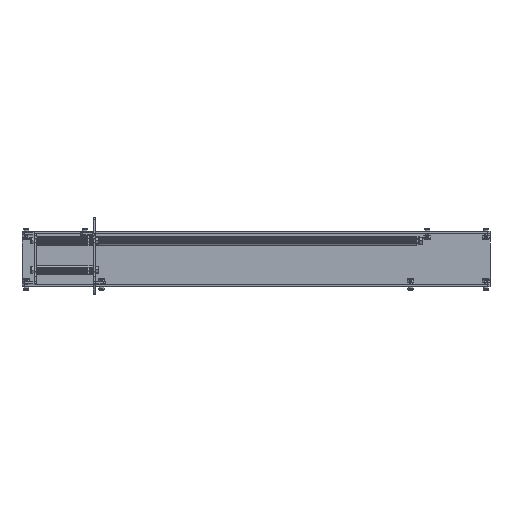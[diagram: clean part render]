
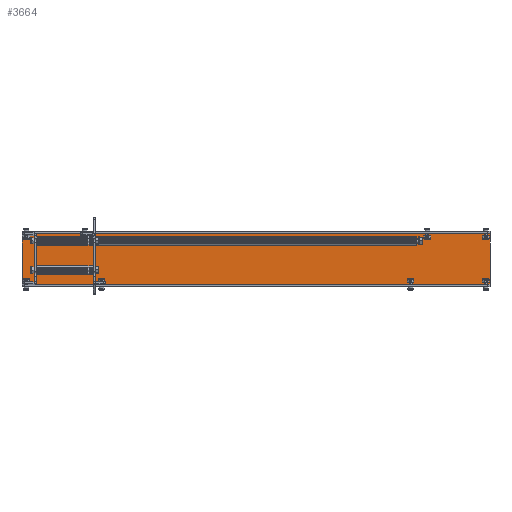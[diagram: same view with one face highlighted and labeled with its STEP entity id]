
A CAD part, top view. The second image highlights one B-rep face of the part: STEP entity #3664.
In plain terms, the highlighted face is planar.
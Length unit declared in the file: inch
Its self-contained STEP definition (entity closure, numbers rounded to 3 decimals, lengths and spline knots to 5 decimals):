
#222 = ORIENTED_EDGE ( 'NONE', *, *, #14956, .F. ) ;
#355 = DIRECTION ( 'NONE',  ( 0., 0., 1. ) ) ;
#490 = CARTESIAN_POINT ( 'NONE',  ( 3., 0.125, -3.08 ) ) ;
#2362 = CARTESIAN_POINT ( 'NONE',  ( 31., 0.125, -3.05 ) ) ;
#3147 = VERTEX_POINT ( 'NONE', #15971 ) ;
#3664 = ADVANCED_FACE ( 'NONE', ( #11810 ), #3847, .F. ) ;
#3847 = PLANE ( 'NONE',  #10984 ) ;
#3987 = DIRECTION ( 'NONE',  ( 0., 0., -1. ) ) ;
#4954 = VECTOR ( 'NONE', #17563, 39.37008 ) ;
#5548 = VECTOR ( 'NONE', #35846, 39.37008 ) ;
#7012 = CARTESIAN_POINT ( 'NONE',  ( 31., 0.125, -0.03 ) ) ;
#7066 = VERTEX_POINT ( 'NONE', #10513 ) ;
#10277 = DIRECTION ( 'NONE',  ( 0., -1., 0. ) ) ;
#10513 = CARTESIAN_POINT ( 'NONE',  ( 3., 0.125, -0.03 ) ) ;
#10693 = LINE ( 'NONE', #35721, #4954 ) ;
#10984 = AXIS2_PLACEMENT_3D ( 'NONE', #28192, #10277, #3987 ) ;
#11297 = LINE ( 'NONE', #19152, #16088 ) ;
#11810 = FACE_OUTER_BOUND ( 'NONE', #17191, .T. ) ;
#11858 = EDGE_CURVE ( 'NONE', #3147, #7066, #19615, .T. ) ;
#11975 = VERTEX_POINT ( 'NONE', #7012 ) ;
#12766 = ORIENTED_EDGE ( 'NONE', *, *, #14163, .T. ) ;
#12805 = VERTEX_POINT ( 'NONE', #2362 ) ;
#14163 = EDGE_CURVE ( 'NONE', #11975, #12805, #11297, .T. ) ;
#14956 = EDGE_CURVE ( 'NONE', #11975, #7066, #21632, .T. ) ;
#15971 = CARTESIAN_POINT ( 'NONE',  ( 3., 0.125, -3.05 ) ) ;
#16088 = VECTOR ( 'NONE', #22237, 39.37008 ) ;
#17191 = EDGE_LOOP ( 'NONE', ( #18772, #19097, #222, #12766 ) ) ;
#17563 = DIRECTION ( 'NONE',  ( 1., 0., 0. ) ) ;
#18772 = ORIENTED_EDGE ( 'NONE', *, *, #36052, .F. ) ;
#19097 = ORIENTED_EDGE ( 'NONE', *, *, #11858, .T. ) ;
#19152 = CARTESIAN_POINT ( 'NONE',  ( 31., 0.125, 0. ) ) ;
#19615 = LINE ( 'NONE', #490, #35344 ) ;
#21632 = LINE ( 'NONE', #33151, #5548 ) ;
#22237 = DIRECTION ( 'NONE',  ( 0., 0., -1. ) ) ;
#28192 = CARTESIAN_POINT ( 'NONE',  ( 0., 0.125, -3.08 ) ) ;
#33151 = CARTESIAN_POINT ( 'NONE',  ( 31., 0.125, -0.03 ) ) ;
#35344 = VECTOR ( 'NONE', #355, 39.37008 ) ;
#35721 = CARTESIAN_POINT ( 'NONE',  ( 0., 0.125, -3.05 ) ) ;
#35846 = DIRECTION ( 'NONE',  ( -1., 0., 0. ) ) ;
#36052 = EDGE_CURVE ( 'NONE', #3147, #12805, #10693, .T. ) ;
